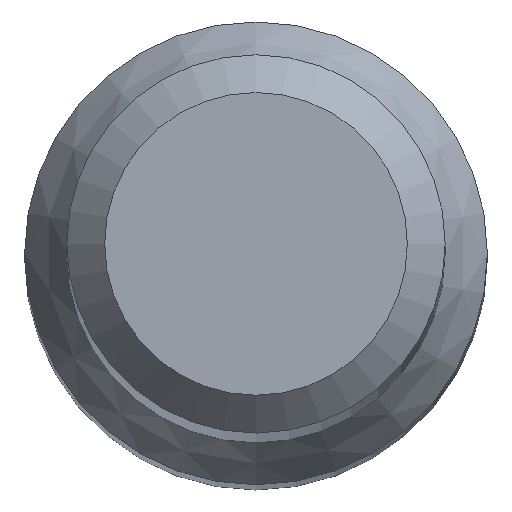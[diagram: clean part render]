
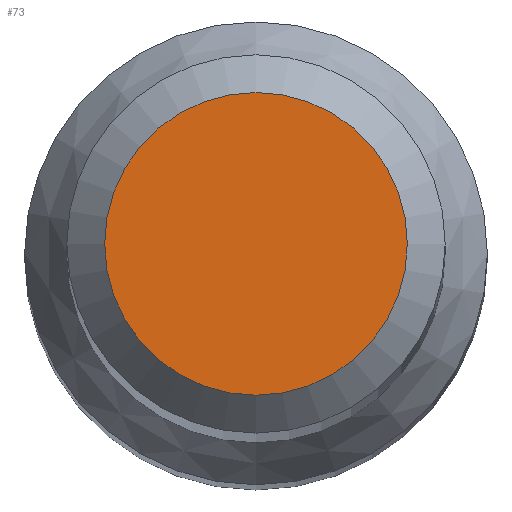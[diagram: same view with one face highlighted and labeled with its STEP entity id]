
A CAD part, top view. The second image highlights one B-rep face of the part: STEP entity #73.
In plain terms, the highlighted planar face has unit normal (0, 0, 1).
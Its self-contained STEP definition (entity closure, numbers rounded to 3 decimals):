
#3 = DIRECTION ( 'NONE',  ( 0., 0., -1. ) ) ;
#15 = CARTESIAN_POINT ( 'NONE',  ( 0., 1., 56. ) ) ;
#17 = FACE_OUTER_BOUND ( 'NONE', #116, .T. ) ;
#24 = DIRECTION ( 'NONE',  ( 0., 0., -1. ) ) ;
#29 = DIRECTION ( 'NONE',  ( 0., 1., 0. ) ) ;
#36 = AXIS2_PLACEMENT_3D ( 'NONE', #114, #3, #97 ) ;
#70 = CARTESIAN_POINT ( 'NONE',  ( 0., 0., 56. ) ) ;
#73 = ADVANCED_FACE ( 'NONE', ( #17 ), #206, .F. ) ;
#97 = DIRECTION ( 'NONE',  ( 0., 1., 0. ) ) ;
#114 = CARTESIAN_POINT ( 'NONE',  ( 0., 0., 56. ) ) ;
#115 = ORIENTED_EDGE ( 'NONE', *, *, #202, .F. ) ;
#116 = EDGE_LOOP ( 'NONE', ( #115 ) ) ;
#131 = VERTEX_POINT ( 'NONE', #15 ) ;
#183 = CIRCLE ( 'NONE', #204, 1. ) ;
#202 = EDGE_CURVE ( 'NONE', #131, #131, #183, .T. ) ;
#204 = AXIS2_PLACEMENT_3D ( 'NONE', #70, #24, #29 ) ;
#206 = PLANE ( 'NONE',  #36 ) ;
